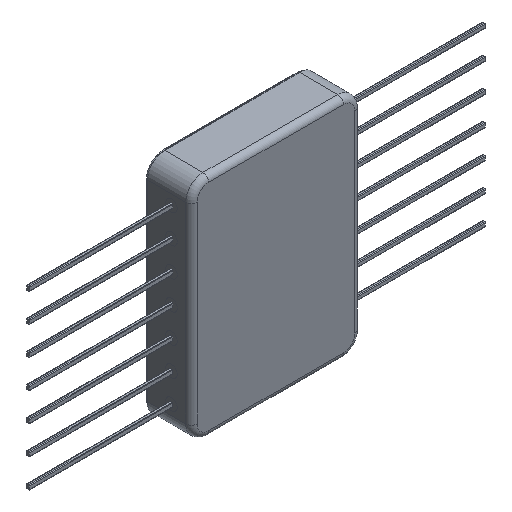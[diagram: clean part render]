
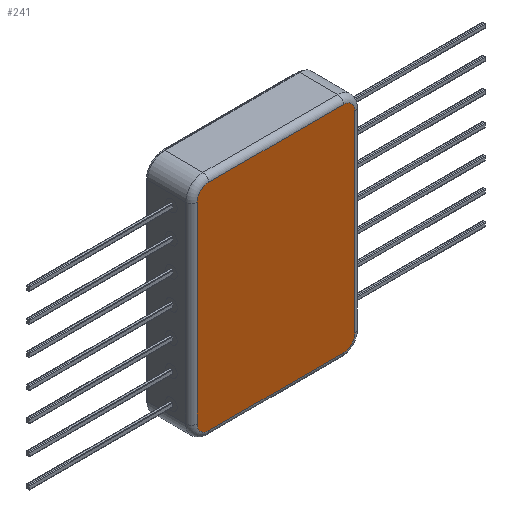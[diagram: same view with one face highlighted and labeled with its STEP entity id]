
A CAD part, isometric view. The second image highlights one B-rep face of the part: STEP entity #241.
In plain terms, the highlighted planar face has unit normal (0, -1, 0).
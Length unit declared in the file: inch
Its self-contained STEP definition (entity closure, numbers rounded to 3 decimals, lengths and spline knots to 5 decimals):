
#118 = ORIENTED_EDGE ( 'NONE', *, *, #15705, .T. ) ;
#241 = ADVANCED_FACE ( 'NONE', ( #7124 ), #17727, .F. ) ;
#670 = CIRCLE ( 'NONE', #11168, 0.04 ) ;
#989 = ORIENTED_EDGE ( 'NONE', *, *, #4032, .T. ) ;
#1085 = AXIS2_PLACEMENT_3D ( 'NONE', #27942, #23817, #21529 ) ;
#1115 = VECTOR ( 'NONE', #28210, 39.37008 ) ;
#2782 = CARTESIAN_POINT ( 'NONE',  ( -0.01345, -0.32715, 0.08039 ) ) ;
#2895 = AXIS2_PLACEMENT_3D ( 'NONE', #26263, #15422, #23997 ) ;
#4032 = EDGE_CURVE ( 'NONE', #23538, #11885, #28208, .T. ) ;
#4875 = CARTESIAN_POINT ( 'NONE',  ( -0.48345, -0.32715, 0.12039 ) ) ;
#4972 = VERTEX_POINT ( 'NONE', #18050 ) ;
#6601 = VECTOR ( 'NONE', #7923, 39.37008 ) ;
#7124 = FACE_OUTER_BOUND ( 'NONE', #24085, .T. ) ;
#7719 = CARTESIAN_POINT ( 'NONE',  ( -0.48345, -0.32715, -0.58961 ) ) ;
#7923 = DIRECTION ( 'NONE',  ( 1., 0., 0. ) ) ;
#8190 = LINE ( 'NONE', #14977, #6601 ) ;
#9747 = DIRECTION ( 'NONE',  ( 0., 0., -1. ) ) ;
#10199 = ORIENTED_EDGE ( 'NONE', *, *, #24805, .T. ) ;
#10318 = ORIENTED_EDGE ( 'NONE', *, *, #27615, .T. ) ;
#10607 = VECTOR ( 'NONE', #9747, 39.37008 ) ;
#10849 = LINE ( 'NONE', #19557, #1115 ) ;
#11168 = AXIS2_PLACEMENT_3D ( 'NONE', #2782, #14198, #24466 ) ;
#11355 = DIRECTION ( 'NONE',  ( 0., 1., 0. ) ) ;
#11568 = ORIENTED_EDGE ( 'NONE', *, *, #23410, .T. ) ;
#11660 = EDGE_CURVE ( 'NONE', #12208, #22238, #14453, .T. ) ;
#11885 = VERTEX_POINT ( 'NONE', #17845 ) ;
#12208 = VERTEX_POINT ( 'NONE', #15797 ) ;
#12270 = CARTESIAN_POINT ( 'NONE',  ( -0.52345, -0.32715, 0.08039 ) ) ;
#12351 = VERTEX_POINT ( 'NONE', #14394 ) ;
#12427 = CARTESIAN_POINT ( 'NONE',  ( -0.52345, -0.32715, -0.58961 ) ) ;
#13124 = VECTOR ( 'NONE', #27425, 39.37008 ) ;
#14198 = DIRECTION ( 'NONE',  ( 0., -1., 0. ) ) ;
#14286 = LINE ( 'NONE', #12270, #10607 ) ;
#14394 = CARTESIAN_POINT ( 'NONE',  ( -0.01345, -0.32715, 0.12039 ) ) ;
#14453 = LINE ( 'NONE', #21024, #13124 ) ;
#14577 = VERTEX_POINT ( 'NONE', #4875 ) ;
#14586 = AXIS2_PLACEMENT_3D ( 'NONE', #7719, #25069, #16627 ) ;
#14977 = CARTESIAN_POINT ( 'NONE',  ( -0.01345, -0.32715, -0.62961 ) ) ;
#15422 = DIRECTION ( 'NONE',  ( 0., -1., 0. ) ) ;
#15705 = EDGE_CURVE ( 'NONE', #11885, #4972, #8190, .T. ) ;
#15797 = CARTESIAN_POINT ( 'NONE',  ( 0.02655, -0.32715, -0.58961 ) ) ;
#16627 = DIRECTION ( 'NONE',  ( 0., 0., 1. ) ) ;
#17054 = CARTESIAN_POINT ( 'NONE',  ( -0.52345, -0.32715, 0.08039 ) ) ;
#17727 = PLANE ( 'NONE',  #21350 ) ;
#17845 = CARTESIAN_POINT ( 'NONE',  ( -0.48345, -0.32715, -0.62961 ) ) ;
#18002 = ORIENTED_EDGE ( 'NONE', *, *, #24101, .T. ) ;
#18050 = CARTESIAN_POINT ( 'NONE',  ( -0.01345, -0.32715, -0.62961 ) ) ;
#19557 = CARTESIAN_POINT ( 'NONE',  ( -0.01345, -0.32715, 0.12039 ) ) ;
#19917 = DIRECTION ( 'NONE',  ( 0., 0., 1. ) ) ;
#20714 = CIRCLE ( 'NONE', #1085, 0.04 ) ;
#21024 = CARTESIAN_POINT ( 'NONE',  ( 0.02655, -0.32715, 0.08039 ) ) ;
#21350 = AXIS2_PLACEMENT_3D ( 'NONE', #22601, #11355, #19917 ) ;
#21529 = DIRECTION ( 'NONE',  ( 0., 0., 1. ) ) ;
#22238 = VERTEX_POINT ( 'NONE', #25077 ) ;
#22577 = ORIENTED_EDGE ( 'NONE', *, *, #11660, .T. ) ;
#22601 = CARTESIAN_POINT ( 'NONE',  ( -0.01345, -0.32715, 0.08039 ) ) ;
#23410 = EDGE_CURVE ( 'NONE', #25464, #23538, #14286, .T. ) ;
#23538 = VERTEX_POINT ( 'NONE', #12427 ) ;
#23817 = DIRECTION ( 'NONE',  ( 0., -1., 0. ) ) ;
#23997 = DIRECTION ( 'NONE',  ( 0., 0., 1. ) ) ;
#24085 = EDGE_LOOP ( 'NONE', ( #27888, #22577, #10199, #18002, #10318, #11568, #989, #118 ) ) ;
#24101 = EDGE_CURVE ( 'NONE', #12351, #14577, #10849, .T. ) ;
#24466 = DIRECTION ( 'NONE',  ( 0., 0., 1. ) ) ;
#24805 = EDGE_CURVE ( 'NONE', #22238, #12351, #670, .T. ) ;
#25069 = DIRECTION ( 'NONE',  ( 0., -1., 0. ) ) ;
#25077 = CARTESIAN_POINT ( 'NONE',  ( 0.02655, -0.32715, 0.08039 ) ) ;
#25464 = VERTEX_POINT ( 'NONE', #17054 ) ;
#26263 = CARTESIAN_POINT ( 'NONE',  ( -0.01345, -0.32715, -0.58961 ) ) ;
#26888 = EDGE_CURVE ( 'NONE', #4972, #12208, #27028, .T. ) ;
#27028 = CIRCLE ( 'NONE', #2895, 0.04 ) ;
#27425 = DIRECTION ( 'NONE',  ( 0., 0., 1. ) ) ;
#27615 = EDGE_CURVE ( 'NONE', #14577, #25464, #20714, .T. ) ;
#27888 = ORIENTED_EDGE ( 'NONE', *, *, #26888, .T. ) ;
#27942 = CARTESIAN_POINT ( 'NONE',  ( -0.48345, -0.32715, 0.08039 ) ) ;
#28208 = CIRCLE ( 'NONE', #14586, 0.04 ) ;
#28210 = DIRECTION ( 'NONE',  ( -1., 0., 0. ) ) ;
